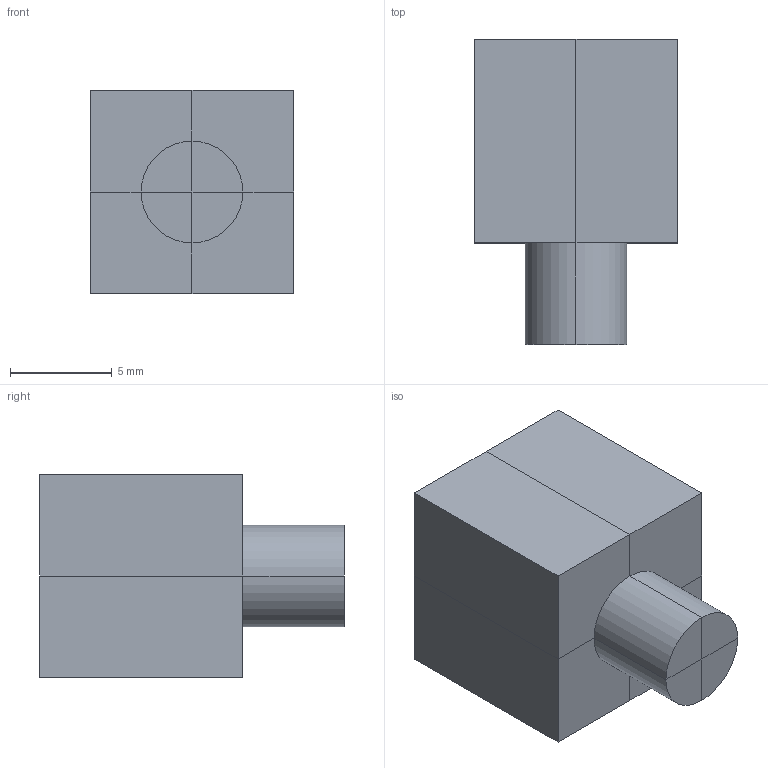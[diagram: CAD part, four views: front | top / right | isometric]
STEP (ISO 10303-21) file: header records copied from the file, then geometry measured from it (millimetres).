
FILE_DESCRIPTION (( 'STEP AP214' ), '1' );
FILE_NAME ('Volume.STEP', '2012-02-16T22:30:20', ( 'admin' ), ( '' ), 'SwSTEP 2.0', 'SolidWorks 2011', '' );
FILE_SCHEMA (( 'AUTOMOTIVE_DESIGN' ));
Length unit declared in the file: millimetre
Products named in the file (1): Volume
Bounding box: 10 x 15 x 10 mm (x, y, z)
Surface area: 578.5 mm2 (no closed solid volume)
Topology: 0 solids, 2 shells, 22 faces, 51 edges, 30 vertices
Faces by surface type: plane 18, cylinder 4
Entity records: 623 total; most frequent: DIRECTION 109, CARTESIAN_POINT 104, ORIENTED_EDGE 88, EDGE_CURVE 51, LINE 39, VECTOR 39, AXIS2_PLACEMENT_3D 35, VERTEX_POINT 30
